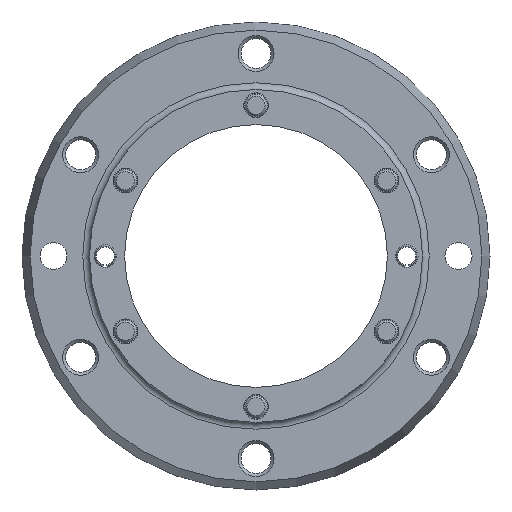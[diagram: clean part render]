
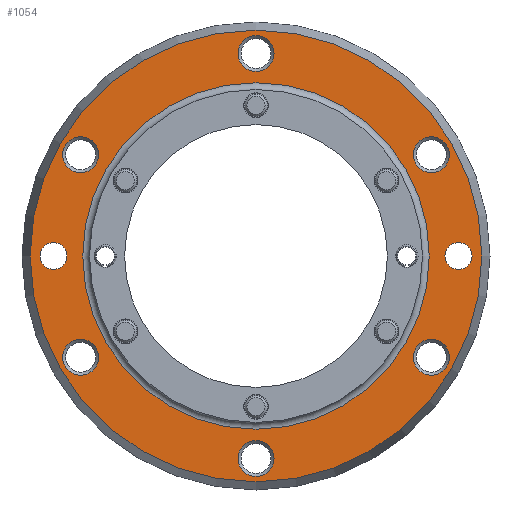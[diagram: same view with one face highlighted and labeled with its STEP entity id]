
A CAD part, front view. The second image highlights one B-rep face of the part: STEP entity #1054.
In plain terms, the highlighted planar face has unit normal (0, -1, 0).
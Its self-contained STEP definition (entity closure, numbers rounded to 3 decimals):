
#158=PLANE('',#1194);
#209=ORIENTED_EDGE('',*,*,#441,.T.);
#210=ORIENTED_EDGE('',*,*,#417,.F.);
#211=ORIENTED_EDGE('',*,*,#440,.F.);
#212=ORIENTED_EDGE('',*,*,#442,.F.);
#213=ORIENTED_EDGE('',*,*,#443,.F.);
#214=ORIENTED_EDGE('',*,*,#444,.F.);
#215=ORIENTED_EDGE('',*,*,#445,.F.);
#216=ORIENTED_EDGE('',*,*,#446,.F.);
#217=ORIENTED_EDGE('',*,*,#447,.F.);
#218=ORIENTED_EDGE('',*,*,#415,.F.);
#415=EDGE_CURVE('',#533,#533,#628,.T.);
#417=EDGE_CURVE('',#535,#535,#630,.T.);
#440=EDGE_CURVE('',#558,#558,#653,.T.);
#441=EDGE_CURVE('',#559,#559,#654,.T.);
#442=EDGE_CURVE('',#560,#560,#655,.T.);
#443=EDGE_CURVE('',#561,#561,#656,.T.);
#444=EDGE_CURVE('',#562,#562,#657,.T.);
#445=EDGE_CURVE('',#563,#563,#658,.T.);
#446=EDGE_CURVE('',#564,#564,#659,.T.);
#447=EDGE_CURVE('',#565,#565,#660,.T.);
#533=VERTEX_POINT('',#1697);
#535=VERTEX_POINT('',#1702);
#558=VERTEX_POINT('',#1753);
#559=VERTEX_POINT('',#1756);
#560=VERTEX_POINT('',#1758);
#561=VERTEX_POINT('',#1760);
#562=VERTEX_POINT('',#1762);
#563=VERTEX_POINT('',#1764);
#564=VERTEX_POINT('',#1766);
#565=VERTEX_POINT('',#1768);
#628=CIRCLE('',#1162,3.);
#630=CIRCLE('',#1165,3.);
#653=CIRCLE('',#1193,38.5);
#654=CIRCLE('',#1195,50.18);
#655=CIRCLE('',#1196,4.);
#656=CIRCLE('',#1197,4.);
#657=CIRCLE('',#1198,4.);
#658=CIRCLE('',#1199,4.);
#659=CIRCLE('',#1200,4.);
#660=CIRCLE('',#1201,4.);
#740=EDGE_LOOP('',(#209));
#741=EDGE_LOOP('',(#210));
#742=EDGE_LOOP('',(#211));
#743=EDGE_LOOP('',(#212));
#744=EDGE_LOOP('',(#213));
#745=EDGE_LOOP('',(#214));
#746=EDGE_LOOP('',(#215));
#747=EDGE_LOOP('',(#216));
#748=EDGE_LOOP('',(#217));
#749=EDGE_LOOP('',(#218));
#896=FACE_BOUND('',#740,.T.);
#897=FACE_BOUND('',#741,.T.);
#898=FACE_BOUND('',#742,.T.);
#899=FACE_BOUND('',#743,.T.);
#900=FACE_BOUND('',#744,.T.);
#901=FACE_BOUND('',#745,.T.);
#902=FACE_BOUND('',#746,.T.);
#903=FACE_BOUND('',#747,.T.);
#904=FACE_BOUND('',#748,.T.);
#905=FACE_BOUND('',#749,.T.);
#1054=ADVANCED_FACE('',(#896,#897,#898,#899,#900,#901,#902,#903,#904,#905),
#158,.T.);
#1162=AXIS2_PLACEMENT_3D('',#1696,#1332,#1333);
#1165=AXIS2_PLACEMENT_3D('',#1701,#1338,#1339);
#1193=AXIS2_PLACEMENT_3D('',#1752,#1394,#1395);
#1194=AXIS2_PLACEMENT_3D('',#1754,#1396,#1397);
#1195=AXIS2_PLACEMENT_3D('',#1755,#1398,#1399);
#1196=AXIS2_PLACEMENT_3D('',#1757,#1400,#1401);
#1197=AXIS2_PLACEMENT_3D('',#1759,#1402,#1403);
#1198=AXIS2_PLACEMENT_3D('',#1761,#1404,#1405);
#1199=AXIS2_PLACEMENT_3D('',#1763,#1406,#1407);
#1200=AXIS2_PLACEMENT_3D('',#1765,#1408,#1409);
#1201=AXIS2_PLACEMENT_3D('',#1767,#1410,#1411);
#1332=DIRECTION('',(0.,-1.,0.));
#1333=DIRECTION('',(0.,0.,-1.));
#1338=DIRECTION('',(0.,-1.,0.));
#1339=DIRECTION('',(0.,0.,-1.));
#1394=DIRECTION('',(0.,-1.,0.));
#1395=DIRECTION('',(0.,0.,-1.));
#1396=DIRECTION('',(0.,-1.,0.));
#1397=DIRECTION('',(0.,0.,-1.));
#1398=DIRECTION('',(0.,-1.,0.));
#1399=DIRECTION('',(0.,0.,-1.));
#1400=DIRECTION('',(0.,-1.,0.));
#1401=DIRECTION('',(0.,0.,-1.));
#1402=DIRECTION('',(0.,-1.,0.));
#1403=DIRECTION('',(0.,0.,-1.));
#1404=DIRECTION('',(0.,-1.,0.));
#1405=DIRECTION('',(0.,0.,-1.));
#1406=DIRECTION('',(0.,-1.,0.));
#1407=DIRECTION('',(0.,0.,-1.));
#1408=DIRECTION('',(0.,-1.,0.));
#1409=DIRECTION('',(0.,0.,-1.));
#1410=DIRECTION('',(0.,-1.,0.));
#1411=DIRECTION('',(0.,0.,-1.));
#1696=CARTESIAN_POINT('',(-45.,6.,0.));
#1697=CARTESIAN_POINT('',(-45.,6.,-3.));
#1701=CARTESIAN_POINT('',(45.,6.,0.));
#1702=CARTESIAN_POINT('',(45.,6.,-3.));
#1752=CARTESIAN_POINT('',(0.,6.,0.));
#1753=CARTESIAN_POINT('',(0.,6.,-38.5));
#1754=CARTESIAN_POINT('',(38.5,6.,0.));
#1755=CARTESIAN_POINT('',(0.,6.,0.));
#1756=CARTESIAN_POINT('',(0.,6.,-50.18));
#1757=CARTESIAN_POINT('',(0.,6.,45.));
#1758=CARTESIAN_POINT('',(0.,6.,41.));
#1759=CARTESIAN_POINT('',(0.,6.,-45.));
#1760=CARTESIAN_POINT('',(0.,6.,-49.));
#1761=CARTESIAN_POINT('',(-38.971,6.,-22.5));
#1762=CARTESIAN_POINT('',(-38.971,6.,-26.5));
#1763=CARTESIAN_POINT('',(38.971,6.,22.5));
#1764=CARTESIAN_POINT('',(38.971,6.,18.5));
#1765=CARTESIAN_POINT('',(-38.971,6.,22.5));
#1766=CARTESIAN_POINT('',(-38.971,6.,18.5));
#1767=CARTESIAN_POINT('',(38.971,6.,-22.5));
#1768=CARTESIAN_POINT('',(38.971,6.,-26.5));
